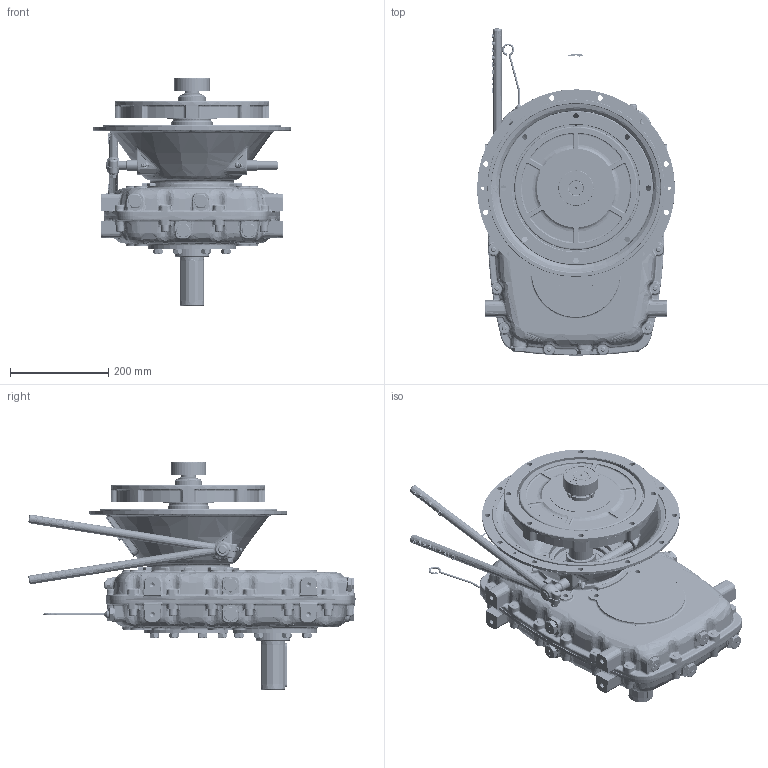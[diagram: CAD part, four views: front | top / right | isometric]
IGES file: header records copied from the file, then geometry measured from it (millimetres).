
Start section: SolidWorks IGES file using analytic representation for surfaces
Global section: file name: 1029011S.igs; native system: SolidWorks 2017; preprocessor: SolidWorks 2017; author: smtservice; date: 190911.070550; units: millimetre
Bounding box: 403 x 667.29 x 464.65 mm (x, y, z)
Surface area: 2397747.6 mm2 (no closed solid volume)
Topology: 0 solids, 0 shells, 8907 faces, 117002 edges, 116766 vertices
Faces by surface type: bspline 6007, revolution 2900
